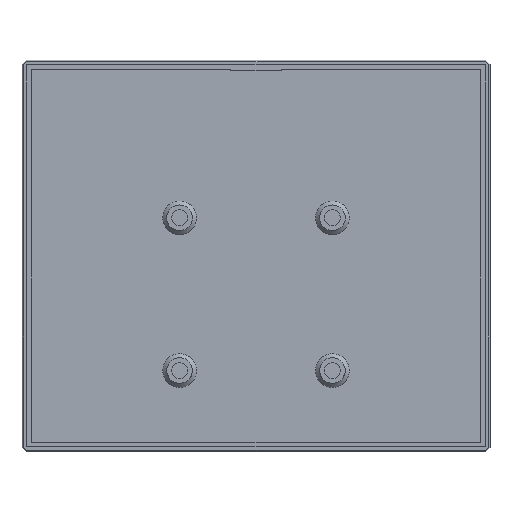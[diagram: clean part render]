
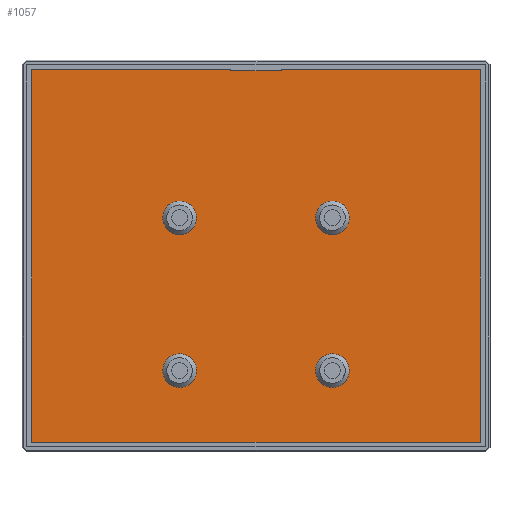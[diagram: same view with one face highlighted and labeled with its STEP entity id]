
A CAD part, top view. The second image highlights one B-rep face of the part: STEP entity #1057.
In plain terms, the highlighted planar face has unit normal (0, 0, 1).
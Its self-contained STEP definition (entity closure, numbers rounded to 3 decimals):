
#493 = EDGE_CURVE('',#494,#496,#498,.T.);
#494 = VERTEX_POINT('',#495);
#495 = CARTESIAN_POINT('',(63.45,94.25,-14.7));
#496 = VERTEX_POINT('',#497);
#497 = CARTESIAN_POINT('',(63.45,93.85,-14.7));
#498 = LINE('',#499,#500);
#499 = CARTESIAN_POINT('',(63.45,96.45,-14.7));
#500 = VECTOR('',#501,1.);
#501 = DIRECTION('',(0.,-1.,0.));
#676 = EDGE_CURVE('',#677,#679,#681,.T.);
#677 = VERTEX_POINT('',#678);
#678 = CARTESIAN_POINT('',(50.85,93.85,-14.7));
#679 = VERTEX_POINT('',#680);
#680 = CARTESIAN_POINT('',(50.85,94.25,-14.7));
#681 = LINE('',#682,#683);
#682 = CARTESIAN_POINT('',(50.85,93.85,-14.7));
#683 = VECTOR('',#684,1.);
#684 = DIRECTION('',(0.,1.,0.));
#732 = EDGE_CURVE('',#496,#677,#733,.T.);
#733 = LINE('',#734,#735);
#734 = CARTESIAN_POINT('',(63.45,93.85,-14.7));
#735 = VECTOR('',#736,1.);
#736 = DIRECTION('',(-1.,0.,0.));
#1057 = ADVANCED_FACE('',(#1058,#1101,#1112,#1123,#1134),#1145,.T.);
#1058 = FACE_BOUND('',#1059,.T.);
#1059 = EDGE_LOOP('',(#1060,#1070,#1078,#1086,#1092,#1093,#1094,#1095));
#1060 = ORIENTED_EDGE('',*,*,#1061,.T.);
#1061 = EDGE_CURVE('',#1062,#1064,#1066,.T.);
#1062 = VERTEX_POINT('',#1063);
#1063 = CARTESIAN_POINT('',(1.,94.25,-14.7));
#1064 = VERTEX_POINT('',#1065);
#1065 = CARTESIAN_POINT('',(1.,1.,-14.7));
#1066 = LINE('',#1067,#1068);
#1067 = CARTESIAN_POINT('',(1.,95.25,-14.7));
#1068 = VECTOR('',#1069,1.);
#1069 = DIRECTION('',(0.,-1.,0.));
#1070 = ORIENTED_EDGE('',*,*,#1071,.T.);
#1071 = EDGE_CURVE('',#1064,#1072,#1074,.T.);
#1072 = VERTEX_POINT('',#1073);
#1073 = CARTESIAN_POINT('',(113.3,1.,-14.7));
#1074 = LINE('',#1075,#1076);
#1075 = CARTESIAN_POINT('',(0.,1.,-14.7));
#1076 = VECTOR('',#1077,1.);
#1077 = DIRECTION('',(1.,0.,0.));
#1078 = ORIENTED_EDGE('',*,*,#1079,.T.);
#1079 = EDGE_CURVE('',#1072,#1080,#1082,.T.);
#1080 = VERTEX_POINT('',#1081);
#1081 = CARTESIAN_POINT('',(113.3,94.25,-14.7));
#1082 = LINE('',#1083,#1084);
#1083 = CARTESIAN_POINT('',(113.3,0.,-14.7));
#1084 = VECTOR('',#1085,1.);
#1085 = DIRECTION('',(0.,1.,0.));
#1086 = ORIENTED_EDGE('',*,*,#1087,.T.);
#1087 = EDGE_CURVE('',#1080,#494,#1088,.T.);
#1088 = LINE('',#1089,#1090);
#1089 = CARTESIAN_POINT('',(114.3,94.25,-14.7));
#1090 = VECTOR('',#1091,1.);
#1091 = DIRECTION('',(-1.,0.,0.));
#1092 = ORIENTED_EDGE('',*,*,#493,.T.);
#1093 = ORIENTED_EDGE('',*,*,#732,.T.);
#1094 = ORIENTED_EDGE('',*,*,#676,.T.);
#1095 = ORIENTED_EDGE('',*,*,#1096,.T.);
#1096 = EDGE_CURVE('',#679,#1062,#1097,.T.);
#1097 = LINE('',#1098,#1099);
#1098 = CARTESIAN_POINT('',(114.3,94.25,-14.7));
#1099 = VECTOR('',#1100,1.);
#1100 = DIRECTION('',(-1.,0.,0.));
#1101 = FACE_BOUND('',#1102,.T.);
#1102 = EDGE_LOOP('',(#1103));
#1103 = ORIENTED_EDGE('',*,*,#1104,.F.);
#1104 = EDGE_CURVE('',#1105,#1105,#1107,.T.);
#1105 = VERTEX_POINT('',#1106);
#1106 = CARTESIAN_POINT('',(42.3,19.05,-14.7));
#1107 = CIRCLE('',#1108,4.2);
#1108 = AXIS2_PLACEMENT_3D('',#1109,#1110,#1111);
#1109 = CARTESIAN_POINT('',(38.1,19.05,-14.7));
#1110 = DIRECTION('',(0.,0.,1.));
#1111 = DIRECTION('',(1.,0.,0.));
#1112 = FACE_BOUND('',#1113,.T.);
#1113 = EDGE_LOOP('',(#1114));
#1114 = ORIENTED_EDGE('',*,*,#1115,.F.);
#1115 = EDGE_CURVE('',#1116,#1116,#1118,.T.);
#1116 = VERTEX_POINT('',#1117);
#1117 = CARTESIAN_POINT('',(80.4,19.05,-14.7));
#1118 = CIRCLE('',#1119,4.2);
#1119 = AXIS2_PLACEMENT_3D('',#1120,#1121,#1122);
#1120 = CARTESIAN_POINT('',(76.2,19.05,-14.7));
#1121 = DIRECTION('',(0.,0.,1.));
#1122 = DIRECTION('',(1.,0.,0.));
#1123 = FACE_BOUND('',#1124,.T.);
#1124 = EDGE_LOOP('',(#1125));
#1125 = ORIENTED_EDGE('',*,*,#1126,.F.);
#1126 = EDGE_CURVE('',#1127,#1127,#1129,.T.);
#1127 = VERTEX_POINT('',#1128);
#1128 = CARTESIAN_POINT('',(42.3,57.15,-14.7));
#1129 = CIRCLE('',#1130,4.2);
#1130 = AXIS2_PLACEMENT_3D('',#1131,#1132,#1133);
#1131 = CARTESIAN_POINT('',(38.1,57.15,-14.7));
#1132 = DIRECTION('',(0.,0.,1.));
#1133 = DIRECTION('',(1.,0.,0.));
#1134 = FACE_BOUND('',#1135,.T.);
#1135 = EDGE_LOOP('',(#1136));
#1136 = ORIENTED_EDGE('',*,*,#1137,.F.);
#1137 = EDGE_CURVE('',#1138,#1138,#1140,.T.);
#1138 = VERTEX_POINT('',#1139);
#1139 = CARTESIAN_POINT('',(80.4,57.15,-14.7));
#1140 = CIRCLE('',#1141,4.2);
#1141 = AXIS2_PLACEMENT_3D('',#1142,#1143,#1144);
#1142 = CARTESIAN_POINT('',(76.2,57.15,-14.7));
#1143 = DIRECTION('',(0.,0.,1.));
#1144 = DIRECTION('',(1.,0.,0.));
#1145 = PLANE('',#1146);
#1146 = AXIS2_PLACEMENT_3D('',#1147,#1148,#1149);
#1147 = CARTESIAN_POINT('',(57.15,47.625,-14.7));
#1148 = DIRECTION('',(0.,0.,1.));
#1149 = DIRECTION('',(1.,0.,0.));
